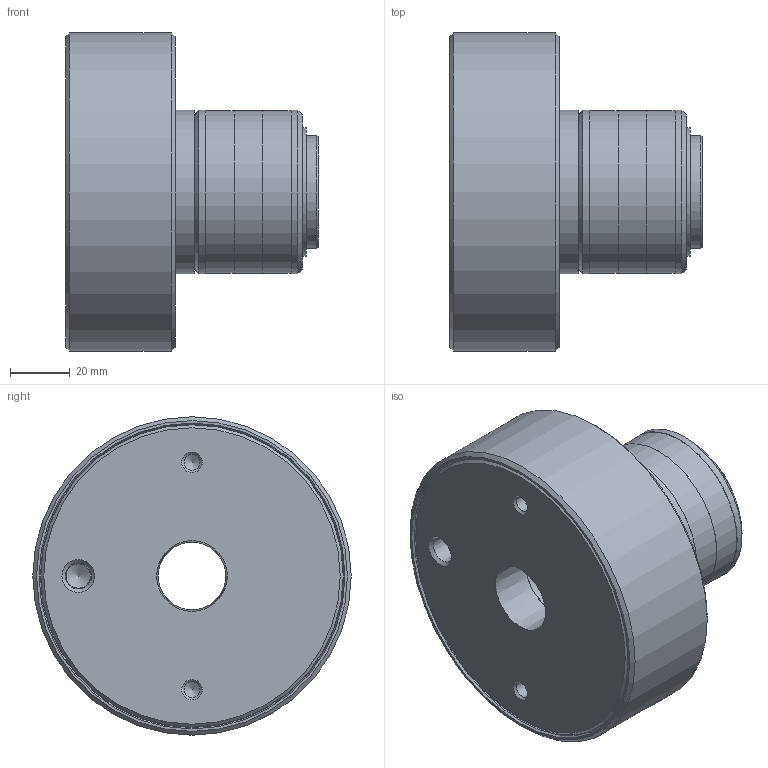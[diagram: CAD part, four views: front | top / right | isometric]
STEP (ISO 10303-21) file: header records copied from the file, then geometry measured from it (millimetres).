
FILE_DESCRIPTION((''),'2;1');
FILE_NAME('FI7-71.stp','2013-07-25T12:03:25',('scottg'),(''),'Autodesk Inventor 2012','Autodesk Inventor 2012','');
FILE_SCHEMA(('AUTOMOTIVE_DESIGN { 1 0 10303 214 1 1 1 1 }'));
Length unit declared in the file: inch
Products named in the file (1): FI7
Bounding box: 84.76 x 106.68 x 106.68 mm (x, y, z)
Volume: 393900.1 mm3; surface area: 76570.2 mm2
Topology: 3 solids, 3 shells, 60 faces, 103 edges, 65 vertices
Faces by surface type: cylinder 23, plane 22, cone 15
Full cylindrical faces by diameter (mm): 5.359 x2, 8.128 x1, 22.631 x3, 37.897 x1, 38.1 x6, 42.951 x1, 54.483 x3, 54.737 x3, 101.346 x1, 101.6 x1, 106.68 x1
Entity records: 1278 total; most frequent: DIRECTION 242, CARTESIAN_POINT 181, AXIS2_PLACEMENT_3D 121, ORIENTED_EDGE 120, EDGE_LOOP 120, VERTEX_POINT 60, CIRCLE 60, EDGE_CURVE 60
